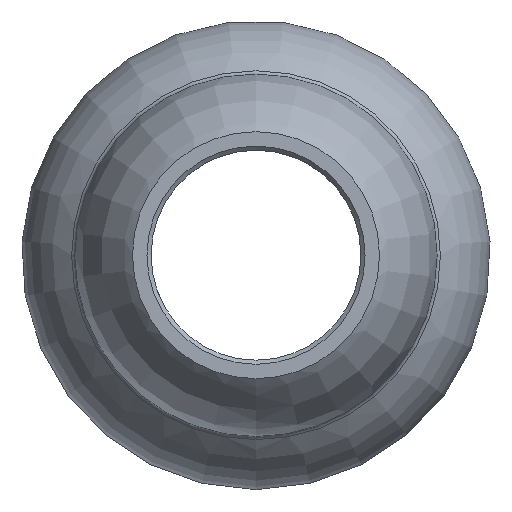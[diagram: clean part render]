
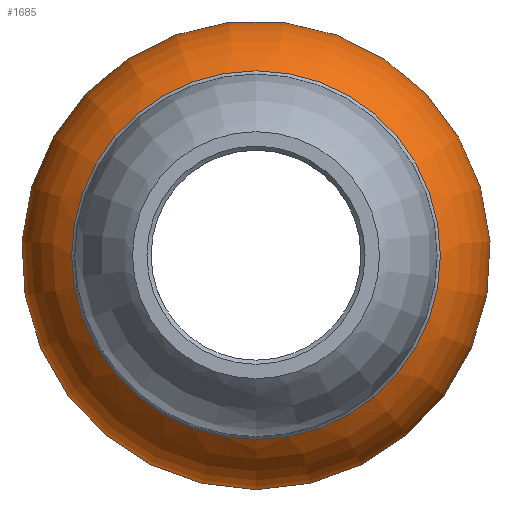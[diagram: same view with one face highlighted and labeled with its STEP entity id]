
A CAD part, front view. The second image highlights one B-rep face of the part: STEP entity #1685.
In plain terms, the highlighted toroidal (fillet/blend) face has major radius 13.231 mm and minor radius 15.269 mm.
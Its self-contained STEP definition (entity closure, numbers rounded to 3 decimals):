
#471 = EDGE_CURVE ( 'NONE', #5610, #5610, #2601, .T. ) ;
#707 = AXIS2_PLACEMENT_3D ( 'NONE', #976, #1090, #1834 ) ;
#817 = FACE_OUTER_BOUND ( 'NONE', #11186, .T. ) ;
#976 = CARTESIAN_POINT ( 'NONE',  ( 0., 0., 0. ) ) ;
#1090 = DIRECTION ( 'NONE',  ( 0., -1., 0. ) ) ;
#1685 = ADVANCED_FACE ( 'NONE', ( #817, #4990 ), #4188, .T. ) ;
#1834 = DIRECTION ( 'NONE',  ( 0., 0., -1. ) ) ;
#2148 = ORIENTED_EDGE ( 'NONE', *, *, #4948, .T. ) ;
#2601 = CIRCLE ( 'NONE', #4799, 22.4 ) ;
#2748 = CARTESIAN_POINT ( 'NONE',  ( 0., -12.21, 22.4 ) ) ;
#4188 = TOROIDAL_SURFACE ( 'NONE', #707, 13.231, 15.269 ) ;
#4246 = AXIS2_PLACEMENT_3D ( 'NONE', #10721, #10061, #5538 ) ;
#4799 = AXIS2_PLACEMENT_3D ( 'NONE', #10921, #5823, #5705 ) ;
#4948 = EDGE_CURVE ( 'NONE', #9262, #9262, #5712, .T. ) ;
#4990 = FACE_OUTER_BOUND ( 'NONE', #7961, .T. ) ;
#5538 = DIRECTION ( 'NONE',  ( 0., 0., 1. ) ) ;
#5610 = VERTEX_POINT ( 'NONE', #9541 ) ;
#5705 = DIRECTION ( 'NONE',  ( 0., 0., -1. ) ) ;
#5712 = CIRCLE ( 'NONE', #4246, 22.4 ) ;
#5823 = DIRECTION ( 'NONE',  ( 0., -1., 0. ) ) ;
#7961 = EDGE_LOOP ( 'NONE', ( #10579 ) ) ;
#9262 = VERTEX_POINT ( 'NONE', #2748 ) ;
#9541 = CARTESIAN_POINT ( 'NONE',  ( 0., 12.21, -22.4 ) ) ;
#10061 = DIRECTION ( 'NONE',  ( 0., 1., 0. ) ) ;
#10579 = ORIENTED_EDGE ( 'NONE', *, *, #471, .T. ) ;
#10721 = CARTESIAN_POINT ( 'NONE',  ( 0., -12.21, 0. ) ) ;
#10921 = CARTESIAN_POINT ( 'NONE',  ( 0., 12.21, 0. ) ) ;
#11186 = EDGE_LOOP ( 'NONE', ( #2148 ) ) ;
